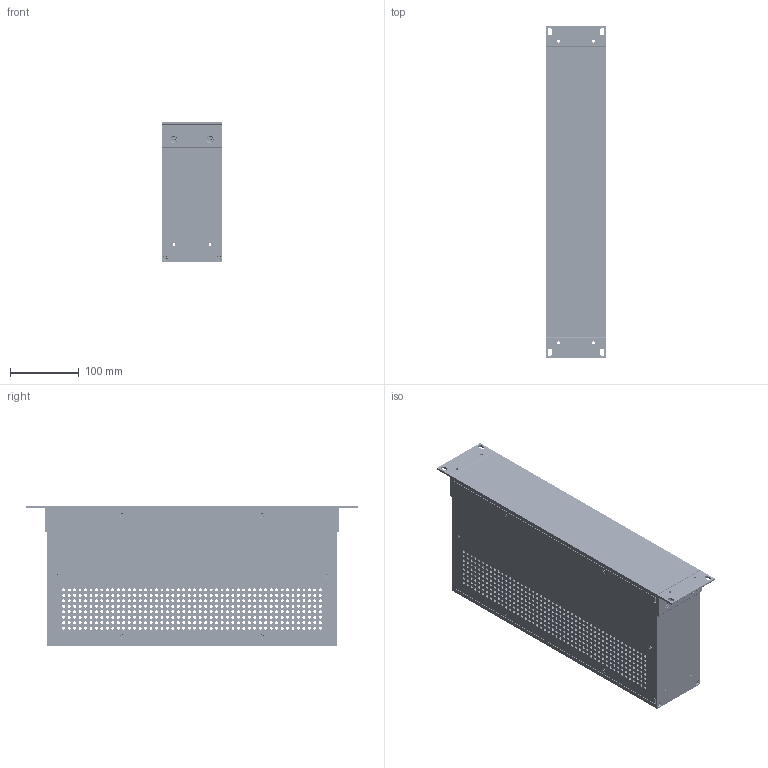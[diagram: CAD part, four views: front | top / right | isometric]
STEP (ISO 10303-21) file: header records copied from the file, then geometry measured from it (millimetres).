
FILE_DESCRIPTION (( 'STEP AP214' ), '1' );
FILE_NAME ('RM2U1908VBK.STEP', '2021-09-10T18:15:25', ( '' ), ( '' ), 'SwSTEP 2.0', 'SolidWorks 2021', '' );
FILE_SCHEMA (( 'AUTOMOTIVE_DESIGN' ));
Length unit declared in the file: inch
Products named in the file (1): RM2U1908VBK
Bounding box: 88.13 x 482.61 x 203.2 mm (x, y, z)
Volume: 743703.8 mm3; surface area: 650234.3 mm2
Topology: 44 solids, 44 shells, 1950 faces, 5486 edges, 3632 vertices
Faces by surface type: cylinder 954, plane 564, cone 336, bspline 96
Full cylindrical faces by diameter (mm): 2.5 x12, 2.845 x12, 3.5 x8, 3.505 x8, 3.962 x8, 3.988 x4, 4 x12, 4.3 x22, 4.32 x768, 4.826 x4, 5 x4, 5.429 x12, 6.045 x8, 8.458 x4
Entity records: 91023 total; most frequent: CARTESIAN_POINT 16103, DIRECTION 9454, ORIENTED_EDGE 8824, EDGE_LOOP 4616, EDGE_CURVE 4412, AXIS2_PLACEMENT_3D 4147, VERTEX_POINT 3532, FACE_OUTER_BOUND 2836
